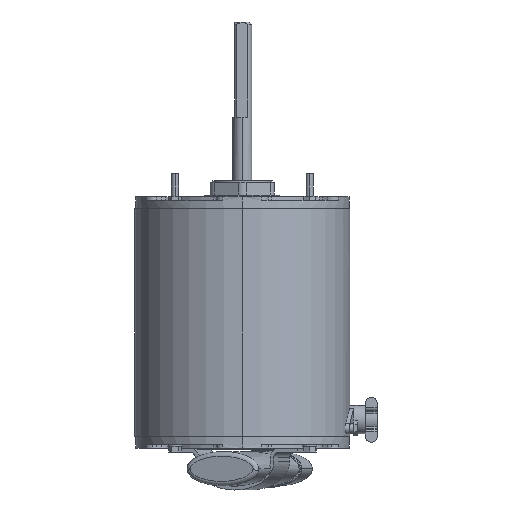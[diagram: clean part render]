
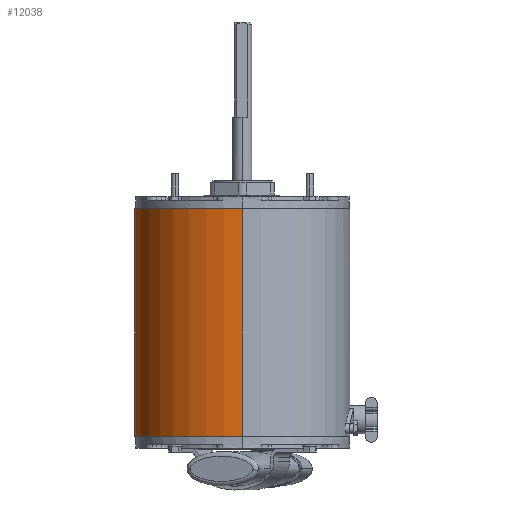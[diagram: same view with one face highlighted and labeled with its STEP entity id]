
A CAD part, left-side view. The second image highlights one B-rep face of the part: STEP entity #12038.
In plain terms, the highlighted cylindrical face has radius 71.755 mm (diameter 143.51 mm), a partial arc.
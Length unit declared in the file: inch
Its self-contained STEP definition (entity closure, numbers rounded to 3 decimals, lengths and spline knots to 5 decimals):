
#123 = CIRCLE ( 'NONE', #11149, 2.825 ) ;
#622 = DIRECTION ( 'NONE',  ( -1., 0., 0. ) ) ;
#925 = CYLINDRICAL_SURFACE ( 'NONE', #5755, 2.825 ) ;
#989 = VECTOR ( 'NONE', #6187, 39.37008 ) ;
#1639 = CARTESIAN_POINT ( 'NONE',  ( -2.825, 0., -4.90496 ) ) ;
#1644 = LINE ( 'NONE', #4768, #12120 ) ;
#2259 = LINE ( 'NONE', #12386, #989 ) ;
#2434 = VERTEX_POINT ( 'NONE', #4032 ) ;
#2490 = DIRECTION ( 'NONE',  ( 0., 0., -1. ) ) ;
#2608 = CIRCLE ( 'NONE', #3902, 2.825 ) ;
#2628 = VERTEX_POINT ( 'NONE', #1639 ) ;
#2846 = EDGE_CURVE ( 'NONE', #2628, #2434, #123, .T. ) ;
#2863 = DIRECTION ( 'NONE',  ( 0., 0., -1. ) ) ;
#3041 = DIRECTION ( 'NONE',  ( -1., 0., 0. ) ) ;
#3405 = ORIENTED_EDGE ( 'NONE', *, *, #2846, .T. ) ;
#3902 = AXIS2_PLACEMENT_3D ( 'NONE', #9794, #2490, #10807 ) ;
#3954 = CARTESIAN_POINT ( 'NONE',  ( 0., 0., -4.90496 ) ) ;
#4032 = CARTESIAN_POINT ( 'NONE',  ( 2.825, 0., -4.90496 ) ) ;
#4322 = EDGE_LOOP ( 'NONE', ( #3405, #4529, #10672, #5853 ) ) ;
#4529 = ORIENTED_EDGE ( 'NONE', *, *, #9811, .T. ) ;
#4768 = CARTESIAN_POINT ( 'NONE',  ( 2.825, 0., 0. ) ) ;
#5755 = AXIS2_PLACEMENT_3D ( 'NONE', #10346, #13309, #3041 ) ;
#5853 = ORIENTED_EDGE ( 'NONE', *, *, #13315, .F. ) ;
#6187 = DIRECTION ( 'NONE',  ( 0., 0., -1. ) ) ;
#8404 = EDGE_CURVE ( 'NONE', #10175, #12555, #2608, .T. ) ;
#8953 = DIRECTION ( 'NONE',  ( 0., 0., -1. ) ) ;
#9794 = CARTESIAN_POINT ( 'NONE',  ( 0., 0., -10.88504 ) ) ;
#9811 = EDGE_CURVE ( 'NONE', #2434, #12555, #1644, .T. ) ;
#10175 = VERTEX_POINT ( 'NONE', #10468 ) ;
#10210 = FACE_OUTER_BOUND ( 'NONE', #4322, .T. ) ;
#10346 = CARTESIAN_POINT ( 'NONE',  ( 0., 0., 0. ) ) ;
#10468 = CARTESIAN_POINT ( 'NONE',  ( -2.825, 0., -10.88504 ) ) ;
#10672 = ORIENTED_EDGE ( 'NONE', *, *, #8404, .F. ) ;
#10807 = DIRECTION ( 'NONE',  ( -1., 0., 0. ) ) ;
#11149 = AXIS2_PLACEMENT_3D ( 'NONE', #3954, #2863, #622 ) ;
#12038 = ADVANCED_FACE ( 'NONE', ( #10210 ), #925, .T. ) ;
#12120 = VECTOR ( 'NONE', #8953, 39.37008 ) ;
#12386 = CARTESIAN_POINT ( 'NONE',  ( -2.825, 0., 0. ) ) ;
#12555 = VERTEX_POINT ( 'NONE', #12639 ) ;
#12639 = CARTESIAN_POINT ( 'NONE',  ( 2.825, 0., -10.88504 ) ) ;
#13309 = DIRECTION ( 'NONE',  ( 0., 0., -1. ) ) ;
#13315 = EDGE_CURVE ( 'NONE', #2628, #10175, #2259, .T. ) ;
